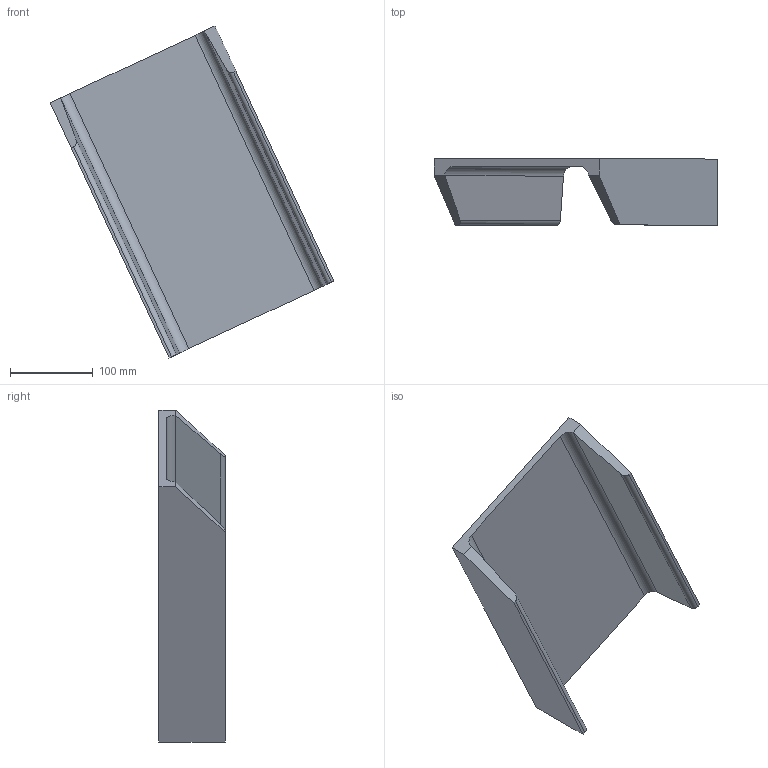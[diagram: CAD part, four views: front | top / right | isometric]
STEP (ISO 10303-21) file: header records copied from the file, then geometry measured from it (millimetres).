
FILE_DESCRIPTION(('CoCreate Modeling STEP Export'),'2;1');
FILE_NAME('b8.stp','2011-05-24T 9:14:04',(''),(''),'CoCreate Modeling STEP processor for AP214 (Solid Model)','CoCreate Modeling 18.0P1120 20-Nov-2010 (C) Parametric Technology GmbH','');
FILE_SCHEMA(('AUTOMOTIVE_DESIGN { 1 0 10303 214 1 1 1 1 }'));
Length unit declared in the file: millimetre
Products named in the file (4): 5093057-5260.PRT; 5093057-5590.ASM; PART2_5093057.stp; p1
Assembly tree (2 placements, depth 3):
  PART2_5093057.stp
    5093057-5590.ASM
      5093057-5260.PRT
  p1
Bounding box: 343.08 x 80 x 401.12 mm (x, y, z)
Volume: 1234736.6 mm3; surface area: 243999.5 mm2
Topology: 1 solids, 1 shells, 16 faces, 42 edges, 28 vertices
Faces by surface type: plane 12, cylinder 4
Entity records: 579 total; most frequent: DIRECTION 90, CARTESIAN_POINT 89, ORIENTED_EDGE 84, EDGE_CURVE 42, VECTOR 32, LINE 32, AXIS2_PLACEMENT_3D 29, VERTEX_POINT 28
